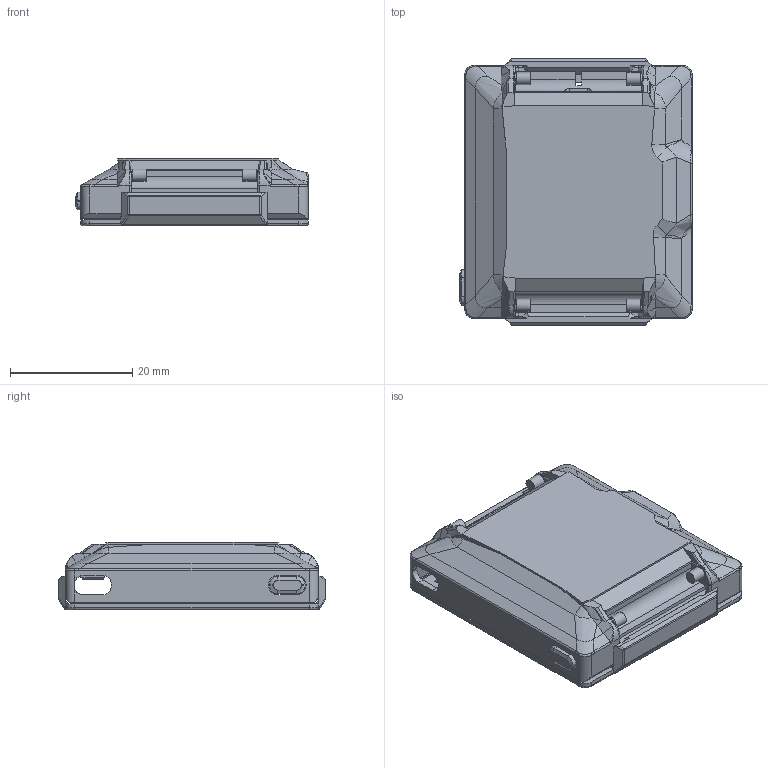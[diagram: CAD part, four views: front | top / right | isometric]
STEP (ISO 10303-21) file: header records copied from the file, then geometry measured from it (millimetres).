
FILE_DESCRIPTION(/* description */ ('STEP AP242','CAx-IF Rec.Pracs.---Representation and Presentation of Product Manufacturing Information (PMI)---4.0---2014-10-13','CAx-IF Rec.Pracs.---3D Tessellated Geometry---0.4---2014-09-14','2;1'),/* implementation_level */ '2;1');
FILE_NAME(/* name */ '67d3574d918a0c0af267405d',/* time_stamp */ '2025-03-13T22:08:15Z',/* author */ (''),/* organization */ (''),/* preprocessor_version */ 'ST-DEVELOPER v20',/* originating_system */ 'ONSHAPE BY PTC INC, 1.195',/* authorisation */ ' ');
FILE_SCHEMA (('AP242_MANAGED_MODEL_BASED_3D_ENGINEERING_MIM_LF { 1 0 10303 442 1 1 4 }'));
Length unit declared in the file: metre
Products named in the file (4): bottom cover; case front; bottom case; button
Bounding box: 37.96 x 43.75 x 11.06 mm (x, y, z)
Volume: 3031.6 mm3; surface area: 8833.4 mm2
Topology: 4 solids, 4 shells, 604 faces, 1612 edges, 994 vertices
Faces by surface type: plane 325, cylinder 119, bspline 119, torus 15, cone 14, sphere 12
Full cylindrical faces by diameter (mm): 2 x4
Entity records: 21459 total; most frequent: CARTESIAN_POINT 7357, ORIENTED_EDGE 3180, DIRECTION 2514, EDGE_CURVE 1590, VERTEX_POINT 990, LINE 970, VECTOR 970, AXIS2_PLACEMENT_3D 772
